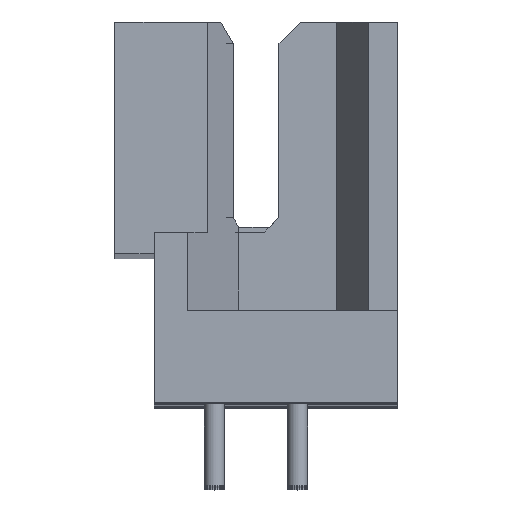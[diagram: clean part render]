
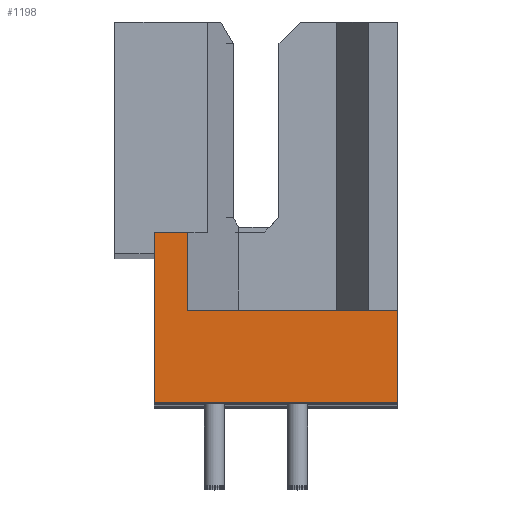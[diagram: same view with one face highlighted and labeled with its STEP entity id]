
A CAD part, top view. The second image highlights one B-rep face of the part: STEP entity #1198.
In plain terms, the highlighted planar face has unit normal (0, 0, 1).
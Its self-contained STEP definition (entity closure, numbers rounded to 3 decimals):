
#1198=ADVANCED_FACE('',(#1570),#1389,.T.);
#1389=PLANE('',#5115);
#1570=FACE_OUTER_BOUND('',#2050,.T.);
#2050=EDGE_LOOP('',(#2694,#2695,#2696,#2697,#2698,#2699));
#2694=ORIENTED_EDGE('',*,*,#3692,.T.);
#2695=ORIENTED_EDGE('',*,*,#3689,.T.);
#2696=ORIENTED_EDGE('',*,*,#3687,.T.);
#2697=ORIENTED_EDGE('',*,*,#3693,.F.);
#2698=ORIENTED_EDGE('',*,*,#3672,.F.);
#2699=ORIENTED_EDGE('',*,*,#3694,.F.);
#3303=VERTEX_POINT('',#7372);
#3304=VERTEX_POINT('',#7374);
#3315=VERTEX_POINT('',#7403);
#3316=VERTEX_POINT('',#7405);
#3317=VERTEX_POINT('',#7409);
#3319=VERTEX_POINT('',#7415);
#3672=EDGE_CURVE('',#3303,#3304,#4136,.T.);
#3687=EDGE_CURVE('',#3316,#3315,#4151,.T.);
#3689=EDGE_CURVE('',#3317,#3316,#4153,.T.);
#3692=EDGE_CURVE('',#3319,#3317,#4156,.T.);
#3693=EDGE_CURVE('',#3304,#3315,#4157,.T.);
#3694=EDGE_CURVE('',#3319,#3303,#4158,.T.);
#4136=LINE('',#7373,#4300);
#4151=LINE('',#7404,#4315);
#4153=LINE('',#7408,#4317);
#4156=LINE('',#7414,#4320);
#4157=LINE('',#7416,#4321);
#4158=LINE('',#7417,#4322);
#4300=VECTOR('',#6255,1.);
#4315=VECTOR('',#6278,1.);
#4317=VECTOR('',#6282,1.);
#4320=VECTOR('',#6287,1.);
#4321=VECTOR('',#6288,1.);
#4322=VECTOR('',#6289,1.);
#5115=AXIS2_PLACEMENT_3D('',#7418,#6290,#6291);
#6255=DIRECTION('',(-1.,0.,0.));
#6278=DIRECTION('',(-1.,0.,0.));
#6282=DIRECTION('',(0.,1.,0.));
#6287=DIRECTION('',(-1.,0.,0.));
#6288=DIRECTION('',(0.,1.,0.));
#6289=DIRECTION('',(0.,-1.,0.));
#6290=DIRECTION('',(0.,0.,1.));
#6291=DIRECTION('',(1.,0.,0.));
#7372=CARTESIAN_POINT('',(0.,0.,95.));
#7373=CARTESIAN_POINT('',(0.,0.,95.));
#7374=CARTESIAN_POINT('',(-7.4,0.,95.));
#7403=CARTESIAN_POINT('',(-7.4,5.2,95.));
#7404=CARTESIAN_POINT('',(-6.38,5.2,95.));
#7405=CARTESIAN_POINT('',(-6.38,5.2,95.));
#7408=CARTESIAN_POINT('',(-6.38,2.8,95.));
#7409=CARTESIAN_POINT('',(-6.38,2.8,95.));
#7414=CARTESIAN_POINT('',(0.,2.8,95.));
#7415=CARTESIAN_POINT('',(0.,2.8,95.));
#7416=CARTESIAN_POINT('',(-7.4,0.,95.));
#7417=CARTESIAN_POINT('',(0.,2.8,95.));
#7418=CARTESIAN_POINT('',(-7.563,-0.58,95.));
